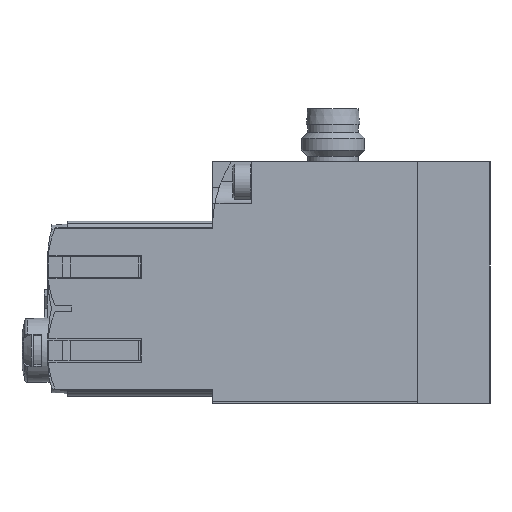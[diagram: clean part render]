
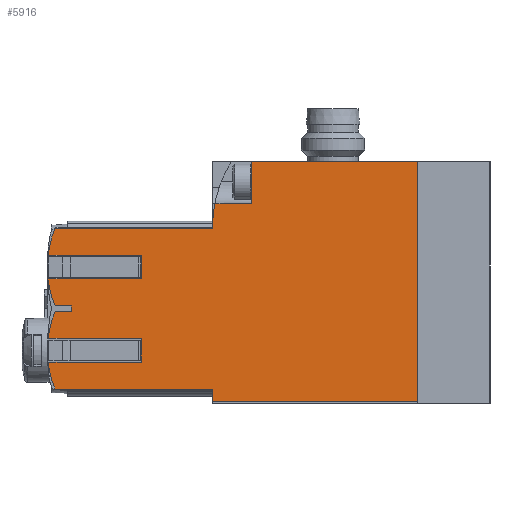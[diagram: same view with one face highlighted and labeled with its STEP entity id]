
A CAD part, left-side view. The second image highlights one B-rep face of the part: STEP entity #5916.
In plain terms, the highlighted planar face has unit normal (-1, 0, 0).
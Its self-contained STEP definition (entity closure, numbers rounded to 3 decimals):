
#152=LINE('',#9513,#595);
#164=LINE('',#9536,#607);
#165=LINE('',#9538,#608);
#166=LINE('',#9542,#609);
#167=LINE('',#9544,#610);
#168=LINE('',#9546,#611);
#169=LINE('',#9550,#612);
#170=LINE('',#9552,#613);
#171=LINE('',#9554,#614);
#172=LINE('',#9558,#615);
#173=LINE('',#9560,#616);
#174=LINE('',#9562,#617);
#175=LINE('',#9566,#618);
#176=LINE('',#9568,#619);
#177=LINE('',#9570,#620);
#178=LINE('',#9572,#621);
#179=LINE('',#9573,#622);
#595=VECTOR('',#7439,1000.);
#607=VECTOR('',#7455,1000.);
#608=VECTOR('',#7456,1000.);
#609=VECTOR('',#7459,1000.);
#610=VECTOR('',#7460,1000.);
#611=VECTOR('',#7461,1000.);
#612=VECTOR('',#7464,1000.);
#613=VECTOR('',#7465,1000.);
#614=VECTOR('',#7466,1000.);
#615=VECTOR('',#7469,1000.);
#616=VECTOR('',#7470,1000.);
#617=VECTOR('',#7471,1000.);
#618=VECTOR('',#7474,1000.);
#619=VECTOR('',#7475,1000.);
#620=VECTOR('',#7476,1000.);
#621=VECTOR('',#7477,1000.);
#622=VECTOR('',#7478,1000.);
#1005=PLANE('',#6470);
#1346=CIRCLE('',#6465,16.);
#1349=CIRCLE('',#6471,12.5);
#1350=CIRCLE('',#6472,12.5);
#1351=CIRCLE('',#6473,12.5);
#1352=CIRCLE('',#6474,12.5);
#1921=ORIENTED_EDGE('',*,*,#3309,.F.);
#1922=ORIENTED_EDGE('',*,*,#3288,.F.);
#1923=ORIENTED_EDGE('',*,*,#3310,.F.);
#1924=ORIENTED_EDGE('',*,*,#3311,.F.);
#1925=ORIENTED_EDGE('',*,*,#3312,.F.);
#1926=ORIENTED_EDGE('',*,*,#3313,.F.);
#1927=ORIENTED_EDGE('',*,*,#3314,.F.);
#1928=ORIENTED_EDGE('',*,*,#3315,.F.);
#1929=ORIENTED_EDGE('',*,*,#3316,.F.);
#1930=ORIENTED_EDGE('',*,*,#3317,.F.);
#1931=ORIENTED_EDGE('',*,*,#3318,.F.);
#1932=ORIENTED_EDGE('',*,*,#3319,.F.);
#1933=ORIENTED_EDGE('',*,*,#3320,.F.);
#1934=ORIENTED_EDGE('',*,*,#3321,.F.);
#1935=ORIENTED_EDGE('',*,*,#3322,.F.);
#1936=ORIENTED_EDGE('',*,*,#3323,.F.);
#1937=ORIENTED_EDGE('',*,*,#3324,.F.);
#1938=ORIENTED_EDGE('',*,*,#3325,.F.);
#1939=ORIENTED_EDGE('',*,*,#3326,.F.);
#1940=ORIENTED_EDGE('',*,*,#3327,.F.);
#1941=ORIENTED_EDGE('',*,*,#3297,.F.);
#1942=ORIENTED_EDGE('',*,*,#3328,.F.);
#3288=EDGE_CURVE('',#4053,#4054,#1346,.T.);
#3297=EDGE_CURVE('',#4061,#4062,#152,.T.);
#3309=EDGE_CURVE('',#4054,#4071,#164,.T.);
#3310=EDGE_CURVE('',#4072,#4053,#165,.T.);
#3311=EDGE_CURVE('',#4073,#4072,#1349,.T.);
#3312=EDGE_CURVE('',#4074,#4073,#166,.T.);
#3313=EDGE_CURVE('',#4075,#4074,#167,.T.);
#3314=EDGE_CURVE('',#4076,#4075,#168,.T.);
#3315=EDGE_CURVE('',#4077,#4076,#1350,.T.);
#3316=EDGE_CURVE('',#4078,#4077,#169,.T.);
#3317=EDGE_CURVE('',#4079,#4078,#170,.T.);
#3318=EDGE_CURVE('',#4080,#4079,#171,.T.);
#3319=EDGE_CURVE('',#4081,#4080,#1351,.T.);
#3320=EDGE_CURVE('',#4082,#4081,#172,.T.);
#3321=EDGE_CURVE('',#4083,#4082,#173,.T.);
#3322=EDGE_CURVE('',#4084,#4083,#174,.T.);
#3323=EDGE_CURVE('',#4085,#4084,#1352,.T.);
#3324=EDGE_CURVE('',#4086,#4085,#175,.T.);
#3325=EDGE_CURVE('',#4087,#4086,#176,.T.);
#3326=EDGE_CURVE('',#4088,#4087,#177,.T.);
#3327=EDGE_CURVE('',#4062,#4088,#178,.T.);
#3328=EDGE_CURVE('',#4071,#4061,#179,.T.);
#4053=VERTEX_POINT('',#9490);
#4054=VERTEX_POINT('',#9492);
#4061=VERTEX_POINT('',#9512);
#4062=VERTEX_POINT('',#9514);
#4071=VERTEX_POINT('',#9537);
#4072=VERTEX_POINT('',#9539);
#4073=VERTEX_POINT('',#9541);
#4074=VERTEX_POINT('',#9543);
#4075=VERTEX_POINT('',#9545);
#4076=VERTEX_POINT('',#9547);
#4077=VERTEX_POINT('',#9549);
#4078=VERTEX_POINT('',#9551);
#4079=VERTEX_POINT('',#9553);
#4080=VERTEX_POINT('',#9555);
#4081=VERTEX_POINT('',#9557);
#4082=VERTEX_POINT('',#9559);
#4083=VERTEX_POINT('',#9561);
#4084=VERTEX_POINT('',#9563);
#4085=VERTEX_POINT('',#9565);
#4086=VERTEX_POINT('',#9567);
#4087=VERTEX_POINT('',#9569);
#4088=VERTEX_POINT('',#9571);
#4742=EDGE_LOOP('',(#1921,#1922,#1923,#1924,#1925,#1926,#1927,#1928,#1929,
#1930,#1931,#1932,#1933,#1934,#1935,#1936,#1937,#1938,#1939,#1940,#1941,
#1942));
#5339=FACE_BOUND('',#4742,.T.);
#5916=ADVANCED_FACE('',(#5339),#1005,.F.);
#6465=AXIS2_PLACEMENT_3D('',#9491,#7426,#7427);
#6470=AXIS2_PLACEMENT_3D('',#9535,#7453,#7454);
#6471=AXIS2_PLACEMENT_3D('',#9540,#7457,#7458);
#6472=AXIS2_PLACEMENT_3D('',#9548,#7462,#7463);
#6473=AXIS2_PLACEMENT_3D('',#9556,#7467,#7468);
#6474=AXIS2_PLACEMENT_3D('',#9564,#7472,#7473);
#7426=DIRECTION('',(1.,0.,0.));
#7427=DIRECTION('',(0.,0.,-1.));
#7439=DIRECTION('',(0.,-1.,0.));
#7453=DIRECTION('',(1.,0.,0.));
#7454=DIRECTION('',(0.,0.,-1.));
#7455=DIRECTION('',(0.,-1.,0.));
#7456=DIRECTION('',(0.,-1.,0.));
#7457=DIRECTION('',(1.,0.,0.));
#7458=DIRECTION('',(0.,0.,-1.));
#7459=DIRECTION('',(0.,1.,0.));
#7460=DIRECTION('',(0.,0.,1.));
#7461=DIRECTION('',(0.,-1.,0.));
#7462=DIRECTION('',(1.,0.,0.));
#7463=DIRECTION('',(0.,0.,-1.));
#7464=DIRECTION('',(0.,1.,0.));
#7465=DIRECTION('',(0.,0.,1.));
#7466=DIRECTION('',(0.,-1.,0.));
#7467=DIRECTION('',(1.,0.,0.));
#7468=DIRECTION('',(0.,0.,-1.));
#7469=DIRECTION('',(0.,1.,0.));
#7470=DIRECTION('',(0.,0.,1.));
#7471=DIRECTION('',(0.,-1.,0.));
#7472=DIRECTION('',(1.,0.,0.));
#7473=DIRECTION('',(0.,0.,-1.));
#7474=DIRECTION('',(0.,1.,0.));
#7475=DIRECTION('',(0.,0.,1.));
#7476=DIRECTION('',(0.,1.,0.));
#7477=DIRECTION('',(0.,0.,-1.));
#7478=DIRECTION('',(0.,0.,1.));
#9490=CARTESIAN_POINT('',(0.,25.9,6.7));
#9491=CARTESIAN_POINT('',(0.,9.9,6.704));
#9492=CARTESIAN_POINT('',(0.,25.598,9.8));
#9512=CARTESIAN_POINT('',(0.,21.,15.1));
#9513=CARTESIAN_POINT('',(0.,23.52,15.1));
#9514=CARTESIAN_POINT('',(0.,0.,15.1));
#9535=CARTESIAN_POINT('',(0.,9.9,6.704));
#9536=CARTESIAN_POINT('',(0.,9.9,9.8));
#9537=CARTESIAN_POINT('',(0.,21.,9.8));
#9538=CARTESIAN_POINT('',(0.,45.75,6.7));
#9539=CARTESIAN_POINT('',(0.,45.75,6.7));
#9540=CARTESIAN_POINT('',(0.,34.25,1.8));
#9541=CARTESIAN_POINT('',(0.,46.66,3.3));
#9542=CARTESIAN_POINT('',(0.,34.9,3.3));
#9543=CARTESIAN_POINT('',(0.,34.9,3.3));
#9544=CARTESIAN_POINT('',(0.,34.9,0.3));
#9545=CARTESIAN_POINT('',(0.,34.9,0.3));
#9546=CARTESIAN_POINT('',(0.,46.66,0.3));
#9547=CARTESIAN_POINT('',(0.,46.66,0.3));
#9548=CARTESIAN_POINT('',(0.,34.25,1.8));
#9549=CARTESIAN_POINT('',(0.,45.75,-3.1));
#9550=CARTESIAN_POINT('',(0.,43.72,-3.1));
#9551=CARTESIAN_POINT('',(0.,43.72,-3.1));
#9552=CARTESIAN_POINT('',(0.,43.72,-3.8));
#9553=CARTESIAN_POINT('',(0.,43.72,-3.8));
#9554=CARTESIAN_POINT('',(0.,45.75,-3.8));
#9555=CARTESIAN_POINT('',(0.,45.75,-3.8));
#9556=CARTESIAN_POINT('',(0.,34.25,-8.7));
#9557=CARTESIAN_POINT('',(0.,46.66,-7.2));
#9558=CARTESIAN_POINT('',(0.,34.9,-7.2));
#9559=CARTESIAN_POINT('',(0.,34.9,-7.2));
#9560=CARTESIAN_POINT('',(0.,34.9,-10.2));
#9561=CARTESIAN_POINT('',(0.,34.9,-10.2));
#9562=CARTESIAN_POINT('',(0.,46.66,-10.2));
#9563=CARTESIAN_POINT('',(0.,46.66,-10.2));
#9564=CARTESIAN_POINT('',(0.,34.25,-8.7));
#9565=CARTESIAN_POINT('',(0.,45.75,-13.6));
#9566=CARTESIAN_POINT('',(0.,25.9,-13.6));
#9567=CARTESIAN_POINT('',(0.,25.9,-13.6));
#9568=CARTESIAN_POINT('',(0.,25.9,-15.1));
#9569=CARTESIAN_POINT('',(0.,25.9,-15.1));
#9570=CARTESIAN_POINT('',(0.,0.,-15.1));
#9571=CARTESIAN_POINT('',(0.,0.,-15.1));
#9572=CARTESIAN_POINT('',(0.,0.,15.1));
#9573=CARTESIAN_POINT('',(0.,21.,6.704));
